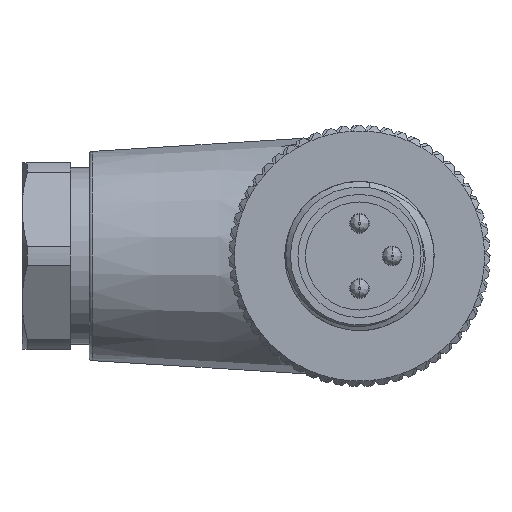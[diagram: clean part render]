
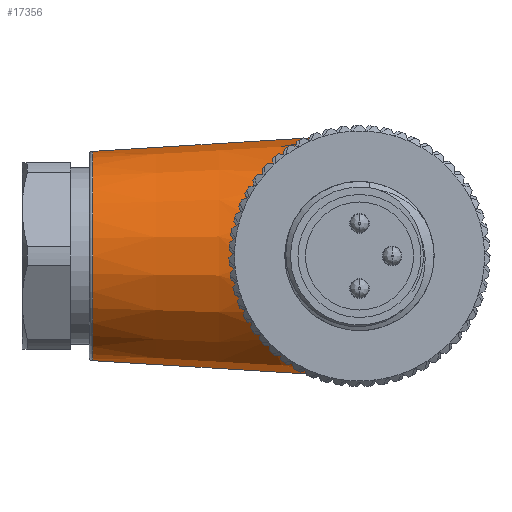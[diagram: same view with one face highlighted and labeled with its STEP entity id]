
A CAD part, left-side view. The second image highlights one B-rep face of the part: STEP entity #17356.
In plain terms, the highlighted conical face has half-angle 3.552 degrees and reference radius 6.031 mm.
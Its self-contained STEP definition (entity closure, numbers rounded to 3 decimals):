
#4630=DIRECTION('',(0.,0.998,0.062));
#4631=VECTOR('',#4630,13.535);
#4632=CARTESIAN_POINT('',(26.992,0.839,11.993));
#4633=LINE('',#4632,#4631);
#4658=CARTESIAN_POINT('',(26.992,0.839,11.993));
#4731=CARTESIAN_POINT('',(26.992,14.348,18.443));
#4732=DIRECTION('',(0.,1.,0.));
#4733=DIRECTION('',(0.,0.,-1.));
#4734=AXIS2_PLACEMENT_3D('',#4731,#4732,#4733);
#5096=DIRECTION('',(0.,0.998,-0.062));
#5097=VECTOR('',#5096,13.535);
#5098=CARTESIAN_POINT('',(26.992,0.839,24.893));
#5099=LINE('',#5098,#5097);
#5100=CARTESIAN_POINT('',(20.895,6.536,18.443));
#5101=CARTESIAN_POINT('',(20.895,6.536,18.729));
#5102=CARTESIAN_POINT('',(20.933,6.498,19.304));
#5103=CARTESIAN_POINT('',(21.11,6.322,20.173));
#5104=CARTESIAN_POINT('',(21.396,6.036,20.987));
#5105=CARTESIAN_POINT('',(21.754,5.681,21.696));
#5106=CARTESIAN_POINT('',(22.157,5.279,22.304));
#5107=CARTESIAN_POINT('',(22.558,4.881,22.789));
#5108=CARTESIAN_POINT('',(22.951,4.49,23.187));
#5109=CARTESIAN_POINT('',(23.331,4.113,23.513));
#5110=CARTESIAN_POINT('',(23.687,3.76,23.776));
#5111=CARTESIAN_POINT('',(24.017,3.433,23.989));
#5112=CARTESIAN_POINT('',(24.322,3.132,24.161));
#5113=CARTESIAN_POINT('',(24.602,2.856,24.302));
#5114=CARTESIAN_POINT('',(24.859,2.604,24.416));
#5115=CARTESIAN_POINT('',(25.095,2.373,24.51));
#5116=CARTESIAN_POINT('',(25.312,2.161,24.587));
#5117=CARTESIAN_POINT('',(25.513,1.967,24.651));
#5118=CARTESIAN_POINT('',(25.7,1.788,24.704));
#5119=CARTESIAN_POINT('',(25.876,1.621,24.748));
#5120=CARTESIAN_POINT('',(26.044,1.464,24.785));
#5121=CARTESIAN_POINT('',(26.208,1.315,24.817));
#5122=CARTESIAN_POINT('',(26.369,1.176,24.843));
#5123=CARTESIAN_POINT('',(26.527,1.048,24.864));
#5124=CARTESIAN_POINT('',(26.683,0.939,24.881));
#5125=CARTESIAN_POINT('',(26.842,0.858,24.891));
#5126=CARTESIAN_POINT('',(26.942,0.839,24.893));
#5127=CARTESIAN_POINT('',(26.992,0.839,24.893));
#5129=CARTESIAN_POINT('',(26.992,0.839,11.993));
#5130=CARTESIAN_POINT('',(26.942,0.839,11.993));
#5131=CARTESIAN_POINT('',(26.842,0.858,11.996));
#5132=CARTESIAN_POINT('',(26.683,0.939,12.006));
#5133=CARTESIAN_POINT('',(26.527,1.048,12.022));
#5134=CARTESIAN_POINT('',(26.368,1.177,12.044));
#5135=CARTESIAN_POINT('',(26.207,1.316,12.07));
#5136=CARTESIAN_POINT('',(26.043,1.465,12.102));
#5137=CARTESIAN_POINT('',(25.875,1.621,12.139));
#5138=CARTESIAN_POINT('',(25.7,1.788,12.183));
#5139=CARTESIAN_POINT('',(25.513,1.967,12.236));
#5140=CARTESIAN_POINT('',(25.312,2.161,12.3));
#5141=CARTESIAN_POINT('',(25.094,2.373,12.377));
#5142=CARTESIAN_POINT('',(24.858,2.605,12.471));
#5143=CARTESIAN_POINT('',(24.6,2.858,12.586));
#5144=CARTESIAN_POINT('',(24.319,3.135,12.727));
#5145=CARTESIAN_POINT('',(24.013,3.437,12.9));
#5146=CARTESIAN_POINT('',(23.68,3.767,13.116));
#5147=CARTESIAN_POINT('',(23.321,4.123,13.382));
#5148=CARTESIAN_POINT('',(22.941,4.5,13.71));
#5149=CARTESIAN_POINT('',(22.548,4.891,14.108));
#5150=CARTESIAN_POINT('',(22.148,5.288,14.594));
#5151=CARTESIAN_POINT('',(21.748,5.687,15.202));
#5152=CARTESIAN_POINT('',(21.394,6.039,15.907));
#5153=CARTESIAN_POINT('',(21.111,6.321,16.71));
#5154=CARTESIAN_POINT('',(20.932,6.498,17.583));
#5155=CARTESIAN_POINT('',(20.895,6.536,18.157));
#5156=CARTESIAN_POINT('',(20.895,6.536,18.443));
#10574=CARTESIAN_POINT('',(20.895,6.536,18.443));
#10576=VERTEX_POINT('',#10574);
#10920=CARTESIAN_POINT('',(26.992,0.839,
24.893));
#10921=CARTESIAN_POINT('',(26.992,14.348,24.055));
#10922=VERTEX_POINT('',#10920);
#10923=VERTEX_POINT('',#10921);
#11107=CARTESIAN_POINT('',(26.992,14.348,12.832));
#11108=VERTEX_POINT('',#11107);
#11756=VERTEX_POINT('',#4658);
#17344=CARTESIAN_POINT('',(26.992,7.594,18.443));
#17345=DIRECTION('',(0.,-1.,0.));
#17346=DIRECTION('',(0.,0.,-1.));
#17347=AXIS2_PLACEMENT_3D('',#17344,#17345,#17346);
#17348=CONICAL_SURFACE('',#17347,6.031,3.552);
#17349=ORIENTED_EDGE('',*,*,#16842,.F.);
#17350=ORIENTED_EDGE('',*,*,#16818,.F.);
#17351=ORIENTED_EDGE('',*,*,#16755,.F.);
#17352=ORIENTED_EDGE('',*,*,#16830,.T.);
#17353=ORIENTED_EDGE('',*,*,#16871,.T.);
#17354=EDGE_LOOP('',(#17349,#17350,#17351,#17352,#17353));
#17355=FACE_OUTER_BOUND('',#17354,.F.);
#17356=ADVANCED_FACE('',(#17355),#17348,.T.);
#4735=CIRCLE('',#4734,5.612);
#5128=B_SPLINE_CURVE_WITH_KNOTS('',3,(#5100,#5101,#5102,#5103,#5104,#5105,#5106,
#5107,#5108,#5109,#5110,#5111,#5112,#5113,#5114,#5115,#5116,#5117,#5118,#5119,
#5120,#5121,#5122,#5123,#5124,#5125,#5126,#5127),.UNSPECIFIED.,.F.,.F.,(4,1,1,1,
1,1,1,1,1,1,1,1,1,1,1,1,1,1,1,1,1,1,1,1,1,4),(0.,0.04,0.08,0.12,0.16,
0.2,0.24,0.28,0.32,0.36,0.4,0.44,0.48,0.52,0.56,0.6,
0.64,0.68,0.72,0.76,0.8,0.84,0.88,0.92,0.96,1.),
.UNSPECIFIED.);
#5157=B_SPLINE_CURVE_WITH_KNOTS('',3,(#5129,#5130,#5131,#5132,#5133,#5134,#5135,
#5136,#5137,#5138,#5139,#5140,#5141,#5142,#5143,#5144,#5145,#5146,#5147,#5148,
#5149,#5150,#5151,#5152,#5153,#5154,#5155,#5156),.UNSPECIFIED.,.F.,.F.,(4,1,1,1,
1,1,1,1,1,1,1,1,1,1,1,1,1,1,1,1,1,1,1,1,1,4),(0.,0.04,0.08,0.12,0.16,
0.2,0.24,0.28,0.32,0.36,0.4,0.44,0.48,0.52,0.56,0.6,
0.64,0.68,0.72,0.76,0.8,0.84,0.88,0.92,0.96,1.),
.UNSPECIFIED.);
#16755=EDGE_CURVE('',#11756,#10576,#5157,.T.);
#16818=EDGE_CURVE('',#10576,#10922,#5128,.T.);
#16830=EDGE_CURVE('',#11756,#11108,#4633,.T.);
#16842=EDGE_CURVE('',#10922,#10923,#5099,.T.);
#16871=EDGE_CURVE('',#11108,#10923,#4735,.T.);
